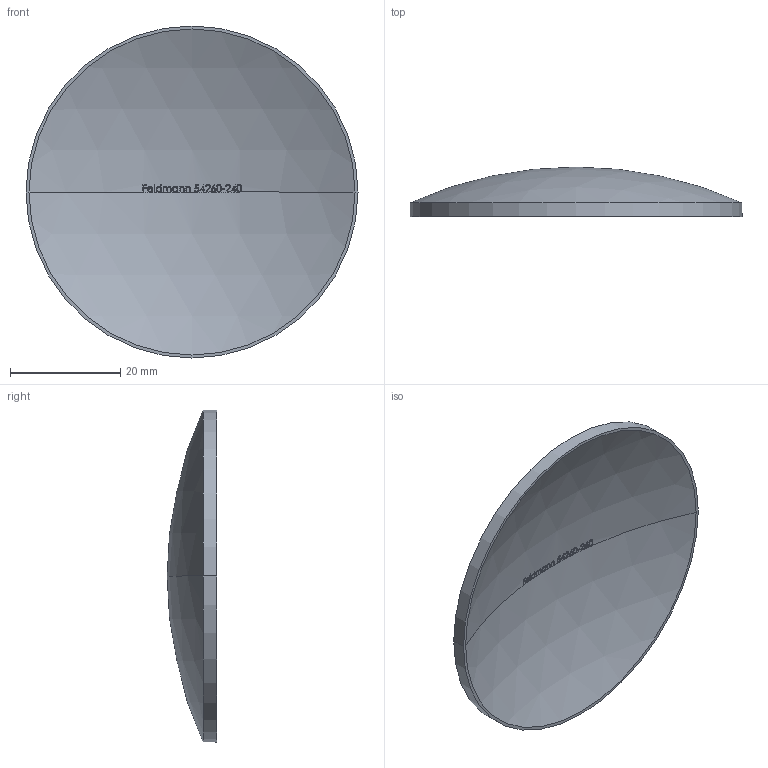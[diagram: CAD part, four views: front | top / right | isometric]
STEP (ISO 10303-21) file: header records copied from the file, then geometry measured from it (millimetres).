
FILE_DESCRIPTION (( 'STEP AP203' ), '1' );
FILE_NAME ('54260-240.step', '2018-12-11T12:11:24', ( '' ), ( '' ), 'SwSTEP 2.0', 'SolidWorks 2015', '' );
FILE_SCHEMA (( 'CONFIG_CONTROL_DESIGN' ));
Length unit declared in the file: millimetre
Products named in the file (1): 54260-240
Bounding box: 60.3 x 9 x 60.3 mm (x, y, z)
Volume: 7470.7 mm3; surface area: 6460.3 mm2
Topology: 1 solids, 1 shells, 245 faces, 669 edges, 436 vertices
Faces by surface type: plane 106, bspline 95, sphere 42, cylinder 2
Entity records: 12870 total; most frequent: CARTESIAN_POINT 7133, ORIENTED_EDGE 1338, DIRECTION 962, EDGE_CURVE 669, VERTEX_POINT 436, AXIS2_PLACEMENT_3D 380, EDGE_LOOP 255, ADVANCED_FACE 245
